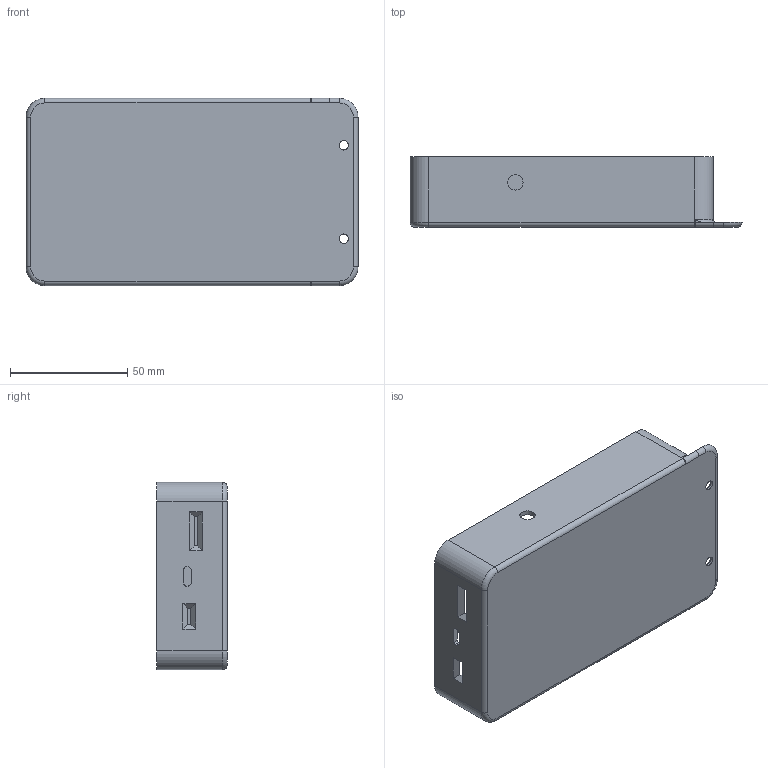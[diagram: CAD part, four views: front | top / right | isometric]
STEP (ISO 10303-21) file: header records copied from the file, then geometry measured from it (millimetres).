
FILE_DESCRIPTION(/* description */ (''),/* implementation_level */ '2;1');
FILE_NAME(/* name */ 'bottom-case.step',/* time_stamp */ '2020-11-19T17:55:21+05:00',/* author */ (''),/* organization */ (''),/* preprocessor_version */ 'ST-DEVELOPER v18.1',/* originating_system */ 'Autodesk Translation Framework v9.3.0.1241',/* authorisation */ '');
FILE_SCHEMA (('AUTOMOTIVE_DESIGN { 1 0 10303 214 3 1 1 }'));
Length unit declared in the file: millimetre
Products named in the file (1): bottom-case
Bounding box: 141.72 x 30 x 80 mm (x, y, z)
Volume: 45536.7 mm3; surface area: 46487.6 mm2
Topology: 1 solids, 1 shells, 89 faces, 218 edges, 140 vertices
Faces by surface type: plane 46, cylinder 33, torus 8, cone 2
Full cylindrical faces by diameter (mm): 2.8 x2, 3 x2, 4 x2, 5 x4, 6.5 x1
Entity records: 2705 total; most frequent: CARTESIAN_POINT 478, DIRECTION 471, ORIENTED_EDGE 436, EDGE_CURVE 218, AXIS2_PLACEMENT_3D 169, VERTEX_POINT 140, LINE 133, VECTOR 133
